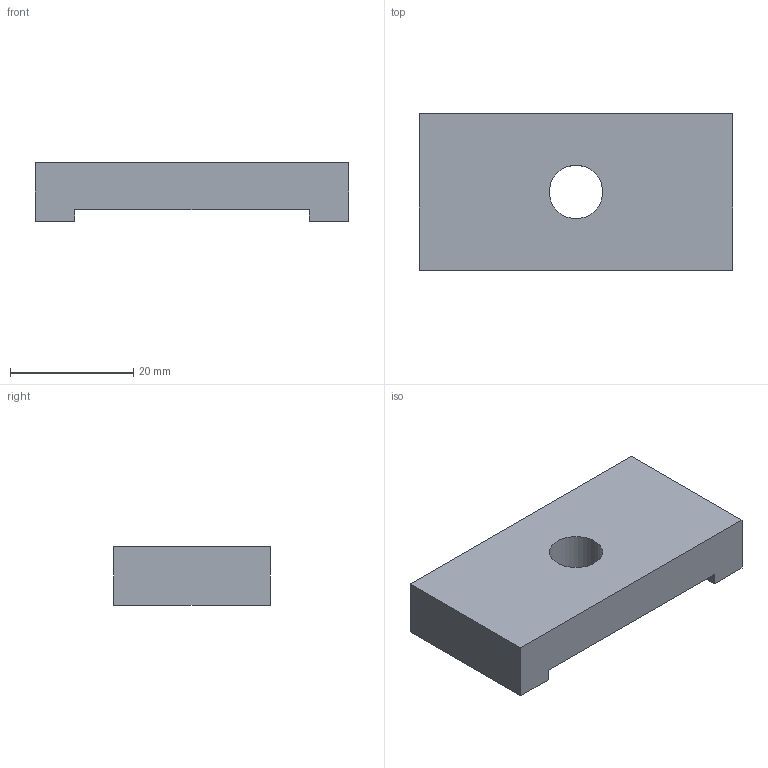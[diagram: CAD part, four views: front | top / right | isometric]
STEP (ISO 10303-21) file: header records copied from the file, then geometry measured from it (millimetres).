
FILE_DESCRIPTION((''),'2;1');
FILE_NAME('encoder mount.stp','2012-04-19T01:03:49',('Antonella'),(''),'Autodesk Inventor 2012','Autodesk Inventor 2012','');
FILE_SCHEMA(('AUTOMOTIVE_DESIGN { 1 0 10303 214 1 1 1 1 }'));
Length unit declared in the file: inch
Products named in the file (1): encoder mount
Bounding box: 50.8 x 25.4 x 9.53 mm (x, y, z)
Volume: 9711.5 mm3; surface area: 4374.4 mm2
Topology: 1 solids, 1 shells, 19 faces, 48 edges, 31 vertices
Faces by surface type: plane 10, cylinder 5, cone 4
Full cylindrical faces by diameter (mm): 3.683 x4, 8.661 x1
Entity records: 510 total; most frequent: DIRECTION 84, CARTESIAN_POINT 80, ORIENTED_EDGE 68, EDGE_CURVE 34, AXIS2_PLACEMENT_3D 30, EDGE_LOOP 30, VERTEX_POINT 26, VECTOR 24
